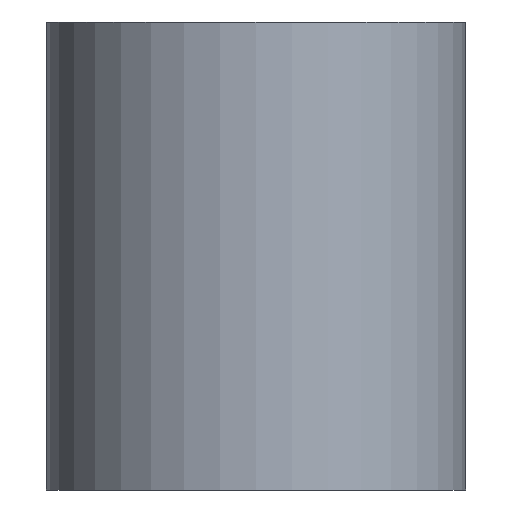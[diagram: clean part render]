
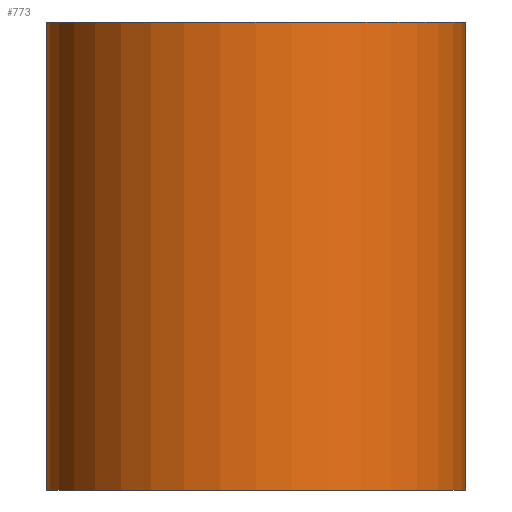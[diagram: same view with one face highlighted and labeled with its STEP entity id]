
A CAD part, left-side view. The second image highlights one B-rep face of the part: STEP entity #773.
In plain terms, the highlighted cylindrical face has radius 43 mm (diameter 86 mm), a full revolution.
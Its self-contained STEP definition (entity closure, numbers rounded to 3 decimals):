
#15=ELLIPSE('',#881,60.811,43.);
#16=ELLIPSE('',#883,60.811,43.);
#17=ELLIPSE('',#884,60.811,43.);
#80=CYLINDRICAL_SURFACE('',#889,43.);
#120=FACE_OUTER_BOUND('',#184,.T.);
#184=EDGE_LOOP('',(#717,#718,#719,#720,#721,#722,#723,#724,#725,#726));
#227=LINE('',#1426,#270);
#228=LINE('',#1428,#271);
#229=LINE('',#1433,#272);
#270=VECTOR('',#1133,10.);
#271=VECTOR('',#1136,10.);
#272=VECTOR('',#1143,43.);
#326=CIRCLE('',#877,43.);
#331=CIRCLE('',#890,43.);
#332=CIRCLE('',#891,43.);
#397=VERTEX_POINT('',#1406);
#399=VERTEX_POINT('',#1412);
#400=VERTEX_POINT('',#1413);
#401=VERTEX_POINT('',#1415);
#402=VERTEX_POINT('',#1417);
#403=VERTEX_POINT('',#1419);
#405=VERTEX_POINT('',#1430);
#500=EDGE_CURVE('',#397,#397,#326,.T.);
#502=EDGE_CURVE('',#399,#400,#15,.T.);
#504=EDGE_CURVE('',#402,#401,#16,.T.);
#505=EDGE_CURVE('',#403,#402,#17,.T.);
#509=EDGE_CURVE('',#401,#399,#227,.F.);
#510=EDGE_CURVE('',#400,#403,#228,.F.);
#511=EDGE_CURVE('',#402,#405,#331,.T.);
#512=EDGE_CURVE('',#405,#402,#332,.T.);
#513=EDGE_CURVE('',#405,#397,#229,.T.);
#717=ORIENTED_EDGE('',*,*,#511,.F.);
#718=ORIENTED_EDGE('',*,*,#504,.T.);
#719=ORIENTED_EDGE('',*,*,#509,.T.);
#720=ORIENTED_EDGE('',*,*,#502,.T.);
#721=ORIENTED_EDGE('',*,*,#510,.T.);
#722=ORIENTED_EDGE('',*,*,#505,.T.);
#723=ORIENTED_EDGE('',*,*,#512,.F.);
#724=ORIENTED_EDGE('',*,*,#513,.T.);
#725=ORIENTED_EDGE('',*,*,#500,.F.);
#726=ORIENTED_EDGE('',*,*,#513,.F.);
#773=ADVANCED_FACE('',(#120),#80,.T.);
#877=AXIS2_PLACEMENT_3D('',#1407,#1110,#1111);
#881=AXIS2_PLACEMENT_3D('',#1414,#1118,#1119);
#883=AXIS2_PLACEMENT_3D('',#1418,#1122,#1123);
#884=AXIS2_PLACEMENT_3D('',#1420,#1124,#1125);
#889=AXIS2_PLACEMENT_3D('',#1429,#1137,#1138);
#890=AXIS2_PLACEMENT_3D('',#1431,#1139,#1140);
#891=AXIS2_PLACEMENT_3D('',#1432,#1141,#1142);
#1110=DIRECTION('center_axis',(0.,0.,-1.));
#1111=DIRECTION('ref_axis',(1.,0.,0.));
#1118=DIRECTION('center_axis',(-0.707,0.,-0.707));
#1119=DIRECTION('ref_axis',(0.707,0.,-0.707));
#1122=DIRECTION('center_axis',(-0.707,0.,0.707));
#1123=DIRECTION('ref_axis',(-0.707,0.,-0.707));
#1124=DIRECTION('center_axis',(-0.707,0.,0.707));
#1125=DIRECTION('ref_axis',(-0.707,0.,-0.707));
#1133=DIRECTION('',(0.,0.,1.));
#1136=DIRECTION('',(0.,0.,-1.));
#1137=DIRECTION('center_axis',(0.,0.,1.));
#1138=DIRECTION('ref_axis',(1.,0.,0.));
#1139=DIRECTION('center_axis',(0.,0.,1.));
#1140=DIRECTION('ref_axis',(1.,0.,0.));
#1141=DIRECTION('center_axis',(0.,0.,1.));
#1142=DIRECTION('ref_axis',(1.,0.,0.));
#1143=DIRECTION('',(0.,0.,-1.));
#1406=CARTESIAN_POINT('',(-43.,0.,-10.));
#1407=CARTESIAN_POINT('Origin',(0.,0.,-10.));
#1412=CARTESIAN_POINT('',(1.,42.988,42.));
#1413=CARTESIAN_POINT('',(1.,-42.988,42.));
#1414=CARTESIAN_POINT('Origin',(0.,0.,43.));
#1415=CARTESIAN_POINT('',(1.,42.988,44.));
#1417=CARTESIAN_POINT('',(43.,0.,86.));
#1418=CARTESIAN_POINT('Origin',(0.,0.,43.));
#1419=CARTESIAN_POINT('',(1.,-42.988,44.));
#1420=CARTESIAN_POINT('Origin',(0.,0.,43.));
#1426=CARTESIAN_POINT('',(1.,42.988,0.));
#1428=CARTESIAN_POINT('',(1.,-42.988,0.));
#1429=CARTESIAN_POINT('Origin',(0.,0.,0.));
#1430=CARTESIAN_POINT('',(-43.,0.,86.));
#1431=CARTESIAN_POINT('Origin',(0.,0.,86.));
#1432=CARTESIAN_POINT('Origin',(0.,0.,86.));
#1433=CARTESIAN_POINT('',(-43.,0.,0.));
